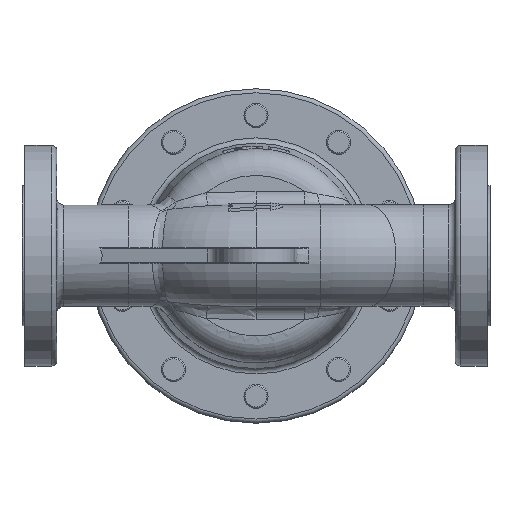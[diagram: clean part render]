
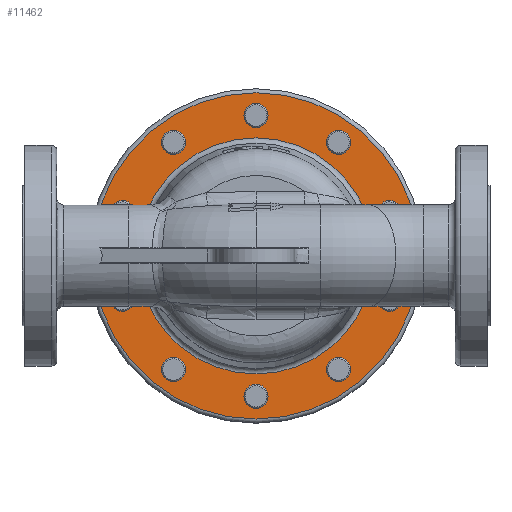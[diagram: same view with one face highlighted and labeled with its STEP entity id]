
A CAD part, top view. The second image highlights one B-rep face of the part: STEP entity #11462.
In plain terms, the highlighted planar face has unit normal (0, 0, 1).
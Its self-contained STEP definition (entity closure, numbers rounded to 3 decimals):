
#8308=CARTESIAN_POINT('',(68.999,79.657,218.5));
#8309=VERTEX_POINT('',#8308);
#8310=CARTESIAN_POINT('',(61.717,84.947,218.5));
#8311=DIRECTION('',(0.0,0.0,-1.0));
#8312=DIRECTION('',(-0.809,0.588,0.0));
#8313=AXIS2_PLACEMENT_3D('',#8310,#8311,#8312);
#8314=CIRCLE('',#8313,9.);
#8315=EDGE_CURVE('',#8309,#8309,#8314,.T.);
#8422=CARTESIAN_POINT('',(102.642,23.887,218.5));
#8423=VERTEX_POINT('',#8422);
#8424=CARTESIAN_POINT('',(99.861,32.447,218.5));
#8425=DIRECTION('',(0.0,0.0,-1.0));
#8426=DIRECTION('',(-0.309,0.951,0.0));
#8427=AXIS2_PLACEMENT_3D('',#8424,#8425,#8426);
#8428=CIRCLE('',#8427,9.);
#8429=EDGE_CURVE('',#8423,#8423,#8428,.T.);
#8536=CARTESIAN_POINT('',(97.08,-41.006,218.5));
#8537=VERTEX_POINT('',#8536);
#8538=CARTESIAN_POINT('',(99.861,-32.447,218.5));
#8539=DIRECTION('',(0.0,0.0,-1.0));
#8540=DIRECTION('',(0.309,0.951,0.0));
#8541=AXIS2_PLACEMENT_3D('',#8538,#8539,#8540);
#8542=CIRCLE('',#8541,9.);
#8543=EDGE_CURVE('',#8537,#8537,#8542,.T.);
#8650=CARTESIAN_POINT('',(54.436,-90.237,218.5));
#8651=VERTEX_POINT('',#8650);
#8652=CARTESIAN_POINT('',(61.717,-84.947,218.5));
#8653=DIRECTION('',(0.0,0.0,-1.0));
#8654=DIRECTION('',(0.809,0.588,0.0));
#8655=AXIS2_PLACEMENT_3D('',#8652,#8653,#8654);
#8656=CIRCLE('',#8655,9.);
#8657=EDGE_CURVE('',#8651,#8651,#8656,.T.);
#8764=CARTESIAN_POINT('',(-9.,-105.0,218.5));
#8765=VERTEX_POINT('',#8764);
#8766=CARTESIAN_POINT('',(0.,-105.0,218.5));
#8767=DIRECTION('',(0.0,0.0,-1.0));
#8768=DIRECTION('',(1.0,0.0,0.0));
#8769=AXIS2_PLACEMENT_3D('',#8766,#8767,#8768);
#8770=CIRCLE('',#8769,9.);
#8771=EDGE_CURVE('',#8765,#8765,#8770,.T.);
#8878=CARTESIAN_POINT('',(-68.999,-79.657,218.5));
#8879=VERTEX_POINT('',#8878);
#8880=CARTESIAN_POINT('',(-61.717,-84.947,218.5));
#8881=DIRECTION('',(0.0,0.0,-1.0));
#8882=DIRECTION('',(0.809,-0.588,0.0));
#8883=AXIS2_PLACEMENT_3D('',#8880,#8881,#8882);
#8884=CIRCLE('',#8883,9.);
#8885=EDGE_CURVE('',#8879,#8879,#8884,.T.);
#8992=CARTESIAN_POINT('',(-102.642,-23.887,218.5));
#8993=VERTEX_POINT('',#8992);
#8994=CARTESIAN_POINT('',(-99.861,-32.447,218.5));
#8995=DIRECTION('',(0.0,0.0,-1.0));
#8996=DIRECTION('',(0.309,-0.951,0.0));
#8997=AXIS2_PLACEMENT_3D('',#8994,#8995,#8996);
#8998=CIRCLE('',#8997,9.);
#8999=EDGE_CURVE('',#8993,#8993,#8998,.T.);
#9106=CARTESIAN_POINT('',(-97.08,41.006,218.5));
#9107=VERTEX_POINT('',#9106);
#9108=CARTESIAN_POINT('',(-99.861,32.447,218.5));
#9109=DIRECTION('',(0.0,0.0,-1.0));
#9110=DIRECTION('',(-0.309,-0.951,0.0));
#9111=AXIS2_PLACEMENT_3D('',#9108,#9109,#9110);
#9112=CIRCLE('',#9111,9.);
#9113=EDGE_CURVE('',#9107,#9107,#9112,.T.);
#9220=CARTESIAN_POINT('',(-54.436,90.237,218.5));
#9221=VERTEX_POINT('',#9220);
#9222=CARTESIAN_POINT('',(-61.717,84.947,218.5));
#9223=DIRECTION('',(0.0,0.0,-1.0));
#9224=DIRECTION('',(-0.809,-0.588,0.0));
#9225=AXIS2_PLACEMENT_3D('',#9222,#9223,#9224);
#9226=CIRCLE('',#9225,9.);
#9227=EDGE_CURVE('',#9221,#9221,#9226,.T.);
#11035=CARTESIAN_POINT('',(9.,105.0,218.5));
#11036=VERTEX_POINT('',#11035);
#11037=CARTESIAN_POINT('',(0.0,105.0,218.5));
#11038=DIRECTION('',(0.0,0.0,-1.0));
#11039=DIRECTION('',(-1.0,0.0,0.0));
#11040=AXIS2_PLACEMENT_3D('',#11037,#11038,#11039);
#11041=CIRCLE('',#11040,9.);
#11042=EDGE_CURVE('',#11036,#11036,#11041,.T.);
#11390=CARTESIAN_POINT('',(122.,0.,218.5));
#11391=VERTEX_POINT('',#11390);
#11392=CARTESIAN_POINT('',(0.0,0.0,218.5));
#11393=DIRECTION('',(0.0,0.0,-1.0));
#11394=DIRECTION('',(-1.0,0.0,0.0));
#11395=AXIS2_PLACEMENT_3D('',#11392,#11393,#11394);
#11396=CIRCLE('',#11395,122.);
#11397=EDGE_CURVE('',#11391,#11391,#11396,.T.);
#11413=CARTESIAN_POINT('',(0.0,0.0,218.5));
#11414=DIRECTION('',(0.0,0.0,-1.0));
#11415=DIRECTION('',(-1.0,0.0,0.0));
#11416=AXIS2_PLACEMENT_3D('',#11413,#11414,#11415);
#11417=PLANE('',#11416);
#11418=ORIENTED_EDGE('',*,*,#11397,.F.);
#11419=EDGE_LOOP('',(#11418));
#11420=FACE_OUTER_BOUND('',#11419,.T.);
#11421=ORIENTED_EDGE('',*,*,#8315,.T.);
#11422=EDGE_LOOP('',(#11421));
#11423=FACE_BOUND('',#11422,.T.);
#11424=ORIENTED_EDGE('',*,*,#8429,.T.);
#11425=EDGE_LOOP('',(#11424));
#11426=FACE_BOUND('',#11425,.T.);
#11427=ORIENTED_EDGE('',*,*,#8543,.T.);
#11428=EDGE_LOOP('',(#11427));
#11429=FACE_BOUND('',#11428,.T.);
#11430=ORIENTED_EDGE('',*,*,#8657,.T.);
#11431=EDGE_LOOP('',(#11430));
#11432=FACE_BOUND('',#11431,.T.);
#11433=ORIENTED_EDGE('',*,*,#8771,.T.);
#11434=EDGE_LOOP('',(#11433));
#11435=FACE_BOUND('',#11434,.T.);
#11436=ORIENTED_EDGE('',*,*,#8885,.T.);
#11437=EDGE_LOOP('',(#11436));
#11438=FACE_BOUND('',#11437,.T.);
#11439=ORIENTED_EDGE('',*,*,#8999,.T.);
#11440=EDGE_LOOP('',(#11439));
#11441=FACE_BOUND('',#11440,.T.);
#11442=ORIENTED_EDGE('',*,*,#9113,.T.);
#11443=EDGE_LOOP('',(#11442));
#11444=FACE_BOUND('',#11443,.T.);
#11445=ORIENTED_EDGE('',*,*,#9227,.T.);
#11446=EDGE_LOOP('',(#11445));
#11447=FACE_BOUND('',#11446,.T.);
#11448=ORIENTED_EDGE('',*,*,#11042,.T.);
#11449=EDGE_LOOP('',(#11448));
#11450=FACE_BOUND('',#11449,.T.);
#11451=CARTESIAN_POINT('',(88.279,0.,218.5));
#11452=VERTEX_POINT('',#11451);
#11453=CARTESIAN_POINT('',(0.0,0.0,218.5));
#11454=DIRECTION('',(0.0,0.0,1.0));
#11455=DIRECTION('',(-1.0,0.0,0.0));
#11456=AXIS2_PLACEMENT_3D('',#11453,#11454,#11455);
#11457=CIRCLE('',#11456,88.279);
#11458=EDGE_CURVE('',#11452,#11452,#11457,.T.);
#11459=ORIENTED_EDGE('',*,*,#11458,.F.);
#11460=EDGE_LOOP('',(#11459));
#11461=FACE_BOUND('',#11460,.T.);
#11462=ADVANCED_FACE('',(#11420,#11423,#11426,#11429,#11432,#11435,#11438,#11441,#11444,#11447,#11450,#11461),#11417,.F.);
